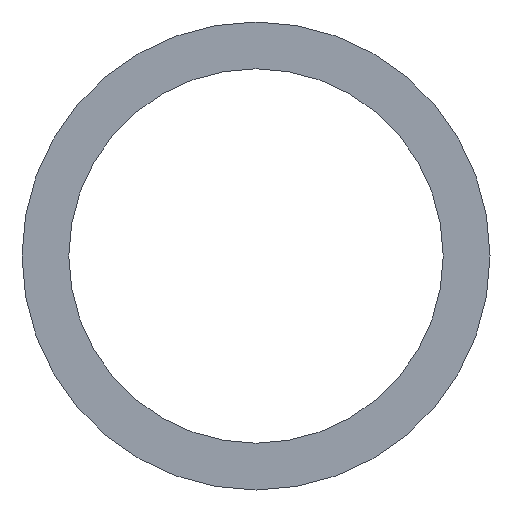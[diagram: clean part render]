
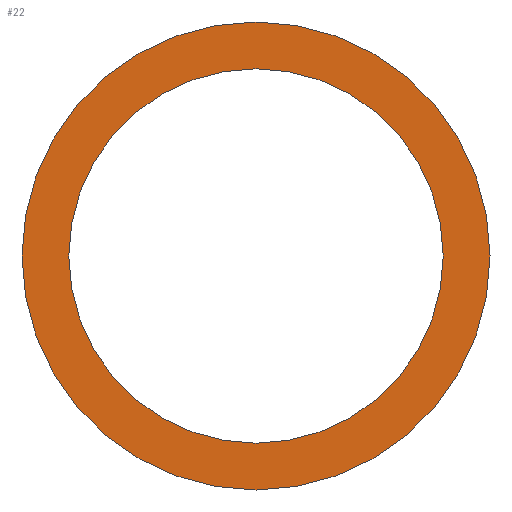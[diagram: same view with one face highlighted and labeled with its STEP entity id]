
A CAD part, front view. The second image highlights one B-rep face of the part: STEP entity #22.
In plain terms, the highlighted planar face has unit normal (0, -1, 0).
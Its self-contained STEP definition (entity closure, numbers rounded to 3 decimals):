
#4 = CIRCLE ( 'NONE', #239, 7.5 ) ;
#6 = CARTESIAN_POINT ( 'NONE',  ( 0., 0., 0. ) ) ;
#7 = DIRECTION ( 'NONE',  ( 0., 1., 0. ) ) ;
#21 = PLANE ( 'NONE',  #198 ) ;
#22 = ADVANCED_FACE ( 'NONE', ( #101, #52 ), #21, .F. ) ;
#23 = CARTESIAN_POINT ( 'NONE',  ( 0., 0., 0. ) ) ;
#25 = CARTESIAN_POINT ( 'NONE',  ( 0., 0., 6. ) ) ;
#33 = CIRCLE ( 'NONE', #155, 6. ) ;
#39 = CARTESIAN_POINT ( 'NONE',  ( 0., 0., 0. ) ) ;
#40 = EDGE_LOOP ( 'NONE', ( #191, #248 ) ) ;
#42 = DIRECTION ( 'NONE',  ( 0., 1., 0. ) ) ;
#48 = VERTEX_POINT ( 'NONE', #25 ) ;
#52 = FACE_BOUND ( 'NONE', #209, .T. ) ;
#53 = EDGE_CURVE ( 'NONE', #139, #48, #33, .T. ) ;
#54 = VERTEX_POINT ( 'NONE', #221 ) ;
#55 = CIRCLE ( 'NONE', #174, 7.5 ) ;
#56 = CARTESIAN_POINT ( 'NONE',  ( 0., 0., 0. ) ) ;
#59 = EDGE_CURVE ( 'NONE', #48, #139, #75, .T. ) ;
#63 = DIRECTION ( 'NONE',  ( 0., 1., 0. ) ) ;
#67 = CARTESIAN_POINT ( 'NONE',  ( 0., 0., -6. ) ) ;
#75 = CIRCLE ( 'NONE', #234, 6. ) ;
#88 = DIRECTION ( 'NONE',  ( 0., 0., 1. ) ) ;
#101 = FACE_OUTER_BOUND ( 'NONE', #40, .T. ) ;
#102 = CARTESIAN_POINT ( 'NONE',  ( 0., 0., 7.5 ) ) ;
#103 = DIRECTION ( 'NONE',  ( 0., 0., 1. ) ) ;
#120 = DIRECTION ( 'NONE',  ( 0., 0., 1. ) ) ;
#121 = DIRECTION ( 'NONE',  ( 0., 0., 1. ) ) ;
#129 = VERTEX_POINT ( 'NONE', #102 ) ;
#139 = VERTEX_POINT ( 'NONE', #67 ) ;
#149 = ORIENTED_EDGE ( 'NONE', *, *, #59, .T. ) ;
#155 = AXIS2_PLACEMENT_3D ( 'NONE', #39, #237, #120 ) ;
#166 = EDGE_CURVE ( 'NONE', #129, #54, #55, .T. ) ;
#174 = AXIS2_PLACEMENT_3D ( 'NONE', #23, #63, #88 ) ;
#186 = DIRECTION ( 'NONE',  ( 0., 0., 1. ) ) ;
#191 = ORIENTED_EDGE ( 'NONE', *, *, #192, .F. ) ;
#192 = EDGE_CURVE ( 'NONE', #54, #129, #4, .T. ) ;
#198 = AXIS2_PLACEMENT_3D ( 'NONE', #6, #42, #186 ) ;
#202 = CARTESIAN_POINT ( 'NONE',  ( 0., 0., 0. ) ) ;
#209 = EDGE_LOOP ( 'NONE', ( #236, #149 ) ) ;
#221 = CARTESIAN_POINT ( 'NONE',  ( 0., 0., -7.5 ) ) ;
#234 = AXIS2_PLACEMENT_3D ( 'NONE', #56, #241, #121 ) ;
#236 = ORIENTED_EDGE ( 'NONE', *, *, #53, .T. ) ;
#237 = DIRECTION ( 'NONE',  ( 0., 1., 0. ) ) ;
#239 = AXIS2_PLACEMENT_3D ( 'NONE', #202, #7, #103 ) ;
#241 = DIRECTION ( 'NONE',  ( 0., 1., 0. ) ) ;
#248 = ORIENTED_EDGE ( 'NONE', *, *, #166, .F. ) ;
